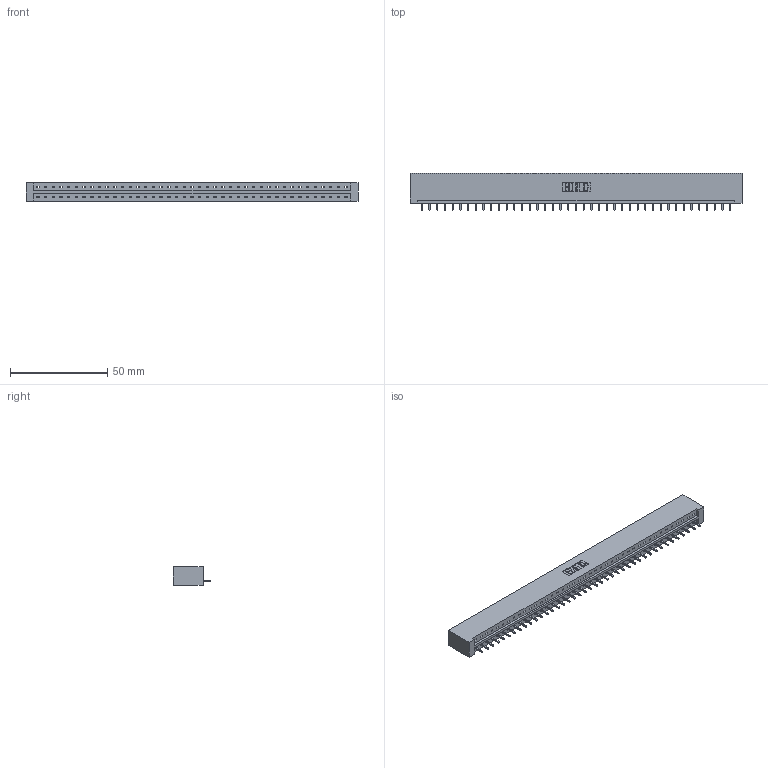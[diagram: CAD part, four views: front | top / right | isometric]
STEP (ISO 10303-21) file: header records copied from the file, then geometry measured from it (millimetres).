
FILE_DESCRIPTION (( 'STEP AP203' ), '1' );
FILE_NAME ('833-041-521-101.STEP', '2020-06-03T18:43:13', ( '' ), ( '' ), 'SwSTEP 2.0', 'SolidWorks 2020', '' );
FILE_SCHEMA (( 'CONFIG_CONTROL_DESIGN' ));
Length unit declared in the file: inch
Products named in the file (3): 833-041-521-101; 345-292-001_345-293-121; 833 Part_Lugless
Assembly tree (42 placements, depth 2):
  833-041-521-101
    833 Part_Lugless
    345-292-001_345-293-121  x41
Bounding box: 170.71 x 19.06 x 9.4 mm (x, y, z)
Volume: 17666.1 mm3; surface area: 18580.6 mm2
Topology: 42 solids, 42 shells, 2484 faces, 7503 edges, 4946 vertices
Faces by surface type: plane 1788, cylinder 696
Entity records: 24935 total; most frequent: CARTESIAN_POINT 4309, ORIENTED_EDGE 4286, DIRECTION 3629, EDGE_CURVE 2143, LINE 2023, VECTOR 2023, VERTEX_POINT 1426, AXIS2_PLACEMENT_3D 803
